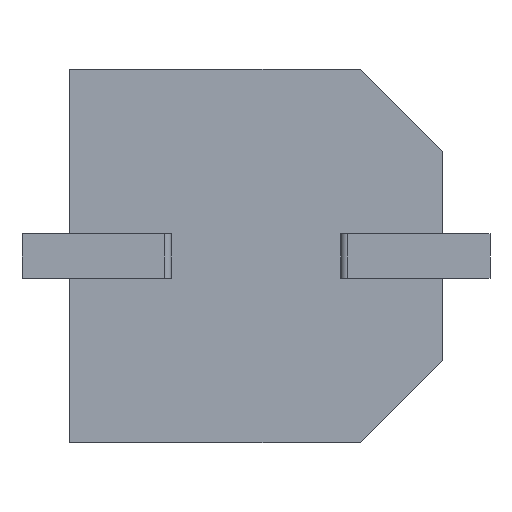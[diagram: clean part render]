
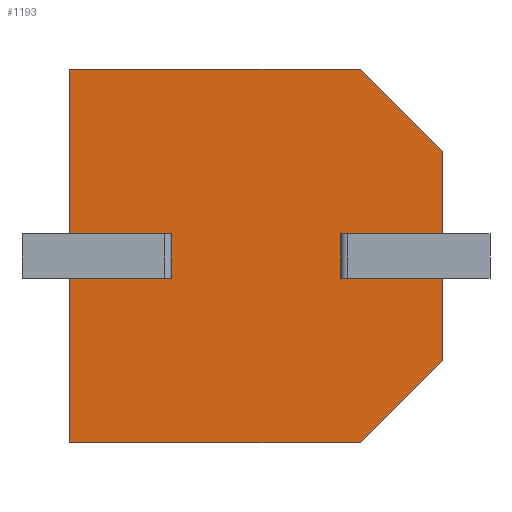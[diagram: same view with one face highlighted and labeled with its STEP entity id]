
A CAD part, front view. The second image highlights one B-rep face of the part: STEP entity #1193.
In plain terms, the highlighted planar face has unit normal (0, -1, 0).
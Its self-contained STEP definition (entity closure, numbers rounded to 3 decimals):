
#19 = CARTESIAN_POINT ( 'NONE',  ( 3., 0., -6.15 ) ) ;
#33 = CARTESIAN_POINT ( 'NONE',  ( 3., 0., -6.15 ) ) ;
#34 = CARTESIAN_POINT ( 'NONE',  ( 3., 0., -6.15 ) ) ;
#57 = CARTESIAN_POINT ( 'NONE',  ( 0., 0., -11. ) ) ;
#60 = VERTEX_POINT ( 'NONE', #1604 ) ;
#88 = VECTOR ( 'NONE', #2022, 1000. ) ;
#93 = EDGE_CURVE ( 'NONE', #2145, #1533, #1289, .T. ) ;
#95 = VERTEX_POINT ( 'NONE', #927 ) ;
#108 = LINE ( 'NONE', #1111, #2185 ) ;
#131 = ORIENTED_EDGE ( 'NONE', *, *, #1766, .F. ) ;
#150 = VECTOR ( 'NONE', #1339, 1000. ) ;
#154 = ORIENTED_EDGE ( 'NONE', *, *, #234, .F. ) ;
#220 = VECTOR ( 'NONE', #425, 1000. ) ;
#234 = EDGE_CURVE ( 'NONE', #1756, #784, #469, .T. ) ;
#246 = CARTESIAN_POINT ( 'NONE',  ( 0., 0., -11. ) ) ;
#348 = VECTOR ( 'NONE', #1286, 1000. ) ;
#420 = VERTEX_POINT ( 'NONE', #716 ) ;
#425 = DIRECTION ( 'NONE',  ( 1., 0., 0. ) ) ;
#436 = DIRECTION ( 'NONE',  ( 0., 1., 0. ) ) ;
#466 = CARTESIAN_POINT ( 'NONE',  ( 8., 0., -6.15 ) ) ;
#469 = LINE ( 'NONE', #1665, #150 ) ;
#527 = VERTEX_POINT ( 'NONE', #1630 ) ;
#547 = EDGE_CURVE ( 'NONE', #1263, #1583, #1255, .T. ) ;
#551 = VERTEX_POINT ( 'NONE', #1138 ) ;
#552 = CARTESIAN_POINT ( 'NONE',  ( 11., 0., -4.85 ) ) ;
#565 = CARTESIAN_POINT ( 'NONE',  ( 11., 0., 0. ) ) ;
#582 = EDGE_CURVE ( 'NONE', #948, #784, #684, .T. ) ;
#593 = VECTOR ( 'NONE', #705, 1000. ) ;
#621 = CARTESIAN_POINT ( 'NONE',  ( 0., 0., 0. ) ) ;
#627 = EDGE_CURVE ( 'NONE', #1113, #527, #1969, .T. ) ;
#681 = CARTESIAN_POINT ( 'NONE',  ( 8., 0., -4.85 ) ) ;
#684 = LINE ( 'NONE', #2152, #220 ) ;
#700 = DIRECTION ( 'NONE',  ( 0.707, 0., 0.707 ) ) ;
#705 = DIRECTION ( 'NONE',  ( 0., 0., 1. ) ) ;
#716 = CARTESIAN_POINT ( 'NONE',  ( 8., 0., -6.15 ) ) ;
#750 = CARTESIAN_POINT ( 'NONE',  ( 3., 0., -4.85 ) ) ;
#784 = VERTEX_POINT ( 'NONE', #552 ) ;
#823 = PLANE ( 'NONE',  #1746 ) ;
#863 = EDGE_CURVE ( 'NONE', #420, #1263, #886, .T. ) ;
#886 = LINE ( 'NONE', #466, #2218 ) ;
#898 = ORIENTED_EDGE ( 'NONE', *, *, #547, .F. ) ;
#904 = LINE ( 'NONE', #1171, #1565 ) ;
#927 = CARTESIAN_POINT ( 'NONE',  ( 0., 0., -4.85 ) ) ;
#939 = DIRECTION ( 'NONE',  ( -1., 0., 0. ) ) ;
#948 = VERTEX_POINT ( 'NONE', #681 ) ;
#982 = EDGE_CURVE ( 'NONE', #1756, #60, #1549, .T. ) ;
#1021 = EDGE_CURVE ( 'NONE', #1971, #95, #1940, .T. ) ;
#1039 = CARTESIAN_POINT ( 'NONE',  ( 0., 0., 0. ) ) ;
#1044 = LINE ( 'NONE', #34, #348 ) ;
#1109 = VECTOR ( 'NONE', #939, 1000. ) ;
#1111 = CARTESIAN_POINT ( 'NONE',  ( 0., 0., 0. ) ) ;
#1112 = VECTOR ( 'NONE', #1636, 1000. ) ;
#1113 = VERTEX_POINT ( 'NONE', #57 ) ;
#1138 = CARTESIAN_POINT ( 'NONE',  ( 0., 0., -6.15 ) ) ;
#1168 = DIRECTION ( 'NONE',  ( 0., 0., 1. ) ) ;
#1171 = CARTESIAN_POINT ( 'NONE',  ( 0., 0., 0. ) ) ;
#1192 = CARTESIAN_POINT ( 'NONE',  ( 11., 0., -6.15 ) ) ;
#1193 = ADVANCED_FACE ( 'NONE', ( #2245 ), #823, .F. ) ;
#1214 = CARTESIAN_POINT ( 'NONE',  ( 11., 0., -8.574 ) ) ;
#1251 = VECTOR ( 'NONE', #1582, 1000. ) ;
#1255 = LINE ( 'NONE', #565, #1112 ) ;
#1263 = VERTEX_POINT ( 'NONE', #1192 ) ;
#1286 = DIRECTION ( 'NONE',  ( -1., 0., 0. ) ) ;
#1288 = ORIENTED_EDGE ( 'NONE', *, *, #93, .F. ) ;
#1289 = LINE ( 'NONE', #33, #2109 ) ;
#1315 = ORIENTED_EDGE ( 'NONE', *, *, #1588, .T. ) ;
#1339 = DIRECTION ( 'NONE',  ( 0., 0., -1. ) ) ;
#1391 = ORIENTED_EDGE ( 'NONE', *, *, #1670, .T. ) ;
#1416 = DIRECTION ( 'NONE',  ( -0.707, 0., 0.707 ) ) ;
#1432 = ORIENTED_EDGE ( 'NONE', *, *, #863, .F. ) ;
#1442 = VECTOR ( 'NONE', #700, 1000. ) ;
#1533 = VERTEX_POINT ( 'NONE', #1894 ) ;
#1543 = LINE ( 'NONE', #1214, #1442 ) ;
#1549 = LINE ( 'NONE', #1572, #2159 ) ;
#1550 = CARTESIAN_POINT ( 'NONE',  ( 11., 0., -8.574 ) ) ;
#1565 = VECTOR ( 'NONE', #2007, 1000. ) ;
#1572 = CARTESIAN_POINT ( 'NONE',  ( 8.574, 0., 0. ) ) ;
#1581 = ORIENTED_EDGE ( 'NONE', *, *, #1896, .T. ) ;
#1582 = DIRECTION ( 'NONE',  ( 0., 0., -1. ) ) ;
#1583 = VERTEX_POINT ( 'NONE', #1550 ) ;
#1588 = EDGE_CURVE ( 'NONE', #527, #1583, #1543, .T. ) ;
#1604 = CARTESIAN_POINT ( 'NONE',  ( 8.574, 0., 0. ) ) ;
#1614 = CARTESIAN_POINT ( 'NONE',  ( 8., 0., -6.15 ) ) ;
#1622 = ORIENTED_EDGE ( 'NONE', *, *, #2260, .F. ) ;
#1627 = EDGE_CURVE ( 'NONE', #2145, #551, #1044, .T. ) ;
#1630 = CARTESIAN_POINT ( 'NONE',  ( 8.574, 0., -11. ) ) ;
#1636 = DIRECTION ( 'NONE',  ( 0., 0., -1. ) ) ;
#1665 = CARTESIAN_POINT ( 'NONE',  ( 11., 0., 0. ) ) ;
#1670 = EDGE_CURVE ( 'NONE', #420, #948, #1796, .T. ) ;
#1673 = ORIENTED_EDGE ( 'NONE', *, *, #982, .T. ) ;
#1721 = LINE ( 'NONE', #750, #1109 ) ;
#1746 = AXIS2_PLACEMENT_3D ( 'NONE', #621, #436, #1168 ) ;
#1756 = VERTEX_POINT ( 'NONE', #1795 ) ;
#1766 = EDGE_CURVE ( 'NONE', #1971, #60, #108, .T. ) ;
#1777 = ORIENTED_EDGE ( 'NONE', *, *, #582, .T. ) ;
#1778 = EDGE_LOOP ( 'NONE', ( #1432, #1391, #1777, #154, #1673, #131, #1878, #1622, #1288, #1820, #1581, #1902, #1315, #898 ) ) ;
#1795 = CARTESIAN_POINT ( 'NONE',  ( 11., 0., -2.426 ) ) ;
#1796 = LINE ( 'NONE', #1614, #593 ) ;
#1803 = DIRECTION ( 'NONE',  ( 0., 0., 1. ) ) ;
#1820 = ORIENTED_EDGE ( 'NONE', *, *, #1627, .T. ) ;
#1878 = ORIENTED_EDGE ( 'NONE', *, *, #1021, .T. ) ;
#1894 = CARTESIAN_POINT ( 'NONE',  ( 3., 0., -4.85 ) ) ;
#1896 = EDGE_CURVE ( 'NONE', #551, #1113, #904, .T. ) ;
#1902 = ORIENTED_EDGE ( 'NONE', *, *, #627, .T. ) ;
#1907 = CARTESIAN_POINT ( 'NONE',  ( 0., 0., 0. ) ) ;
#1940 = LINE ( 'NONE', #1039, #1251 ) ;
#1969 = LINE ( 'NONE', #246, #88 ) ;
#1971 = VERTEX_POINT ( 'NONE', #1907 ) ;
#2007 = DIRECTION ( 'NONE',  ( 0., 0., -1. ) ) ;
#2022 = DIRECTION ( 'NONE',  ( 1., 0., 0. ) ) ;
#2109 = VECTOR ( 'NONE', #1803, 1000. ) ;
#2145 = VERTEX_POINT ( 'NONE', #19 ) ;
#2147 = DIRECTION ( 'NONE',  ( 1., 0., 0. ) ) ;
#2152 = CARTESIAN_POINT ( 'NONE',  ( 8., 0., -4.85 ) ) ;
#2159 = VECTOR ( 'NONE', #1416, 1000. ) ;
#2177 = DIRECTION ( 'NONE',  ( 1., 0., 0. ) ) ;
#2185 = VECTOR ( 'NONE', #2147, 1000. ) ;
#2218 = VECTOR ( 'NONE', #2177, 1000. ) ;
#2245 = FACE_OUTER_BOUND ( 'NONE', #1778, .T. ) ;
#2260 = EDGE_CURVE ( 'NONE', #1533, #95, #1721, .T. ) ;
